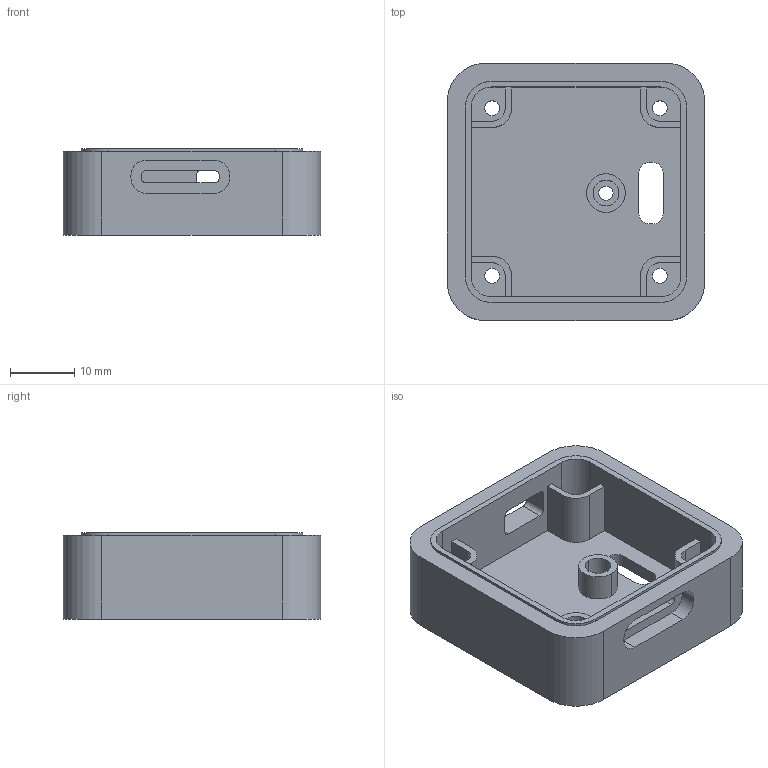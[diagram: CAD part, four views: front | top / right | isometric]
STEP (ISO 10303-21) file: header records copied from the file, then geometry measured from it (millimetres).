
FILE_DESCRIPTION((''),'2;1');
FILE_NAME('RECAMERA_SLOT_COVER_SUSBC','2025-02-11T17:56:24',('Allen'),(''),'CREO PARAMETRIC BY PTC INC, 2021063','CREO PARAMETRIC BY PTC INC, 2021063','');
FILE_SCHEMA(('CONFIG_CONTROL_DESIGN'));
Length unit declared in the file: millimetre
Products named in the file (1): RECAMERA_SLOT_COVER_SUSBC
Bounding box: 40 x 40 x 13.4 mm (x, y, z)
Volume: 8943.6 mm3; surface area: 7367.7 mm2
Topology: 1 solids, 1 shells, 121 faces, 330 edges, 220 vertices
Faces by surface type: plane 63, cylinder 58
Entity records: 3930 total; most frequent: DIRECTION 688, CARTESIAN_POINT 671, ORIENTED_EDGE 660, EDGE_CURVE 330, AXIS2_PLACEMENT_3D 237, VERTEX_POINT 220, VECTOR 214, LINE 214
